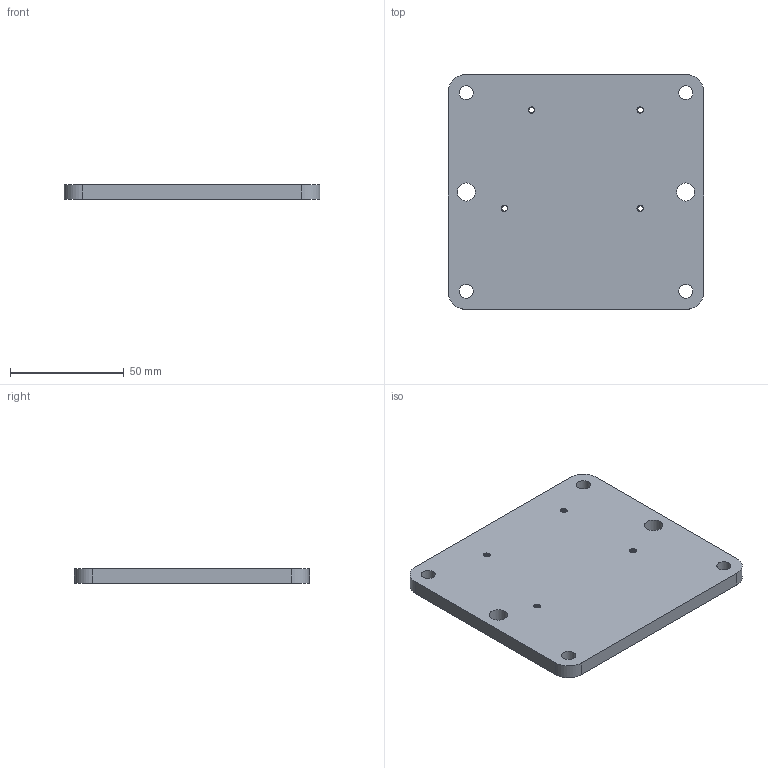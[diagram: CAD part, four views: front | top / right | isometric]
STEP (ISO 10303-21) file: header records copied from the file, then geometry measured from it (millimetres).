
FILE_DESCRIPTION(/* description */ (''),/* implementation_level */ '2;1');
FILE_NAME(/* name */ 'Baseplate.step',/* time_stamp */ '2023-09-04T22:59:37-04:00',/* author */ (''),/* organization */ (''),/* preprocessor_version */ 'ST-DEVELOPER v20',/* originating_system */ 'Autodesk Translation Framework v12.9.0.99',/* authorisation */ '');
FILE_SCHEMA (('AUTOMOTIVE_DESIGN { 1 0 10303 214 3 1 1 }'));
Length unit declared in the file: millimetre
Products named in the file (2): DingoPDM_V7_Case; Baseplate
Assembly tree (1 placements, depth 2):
  DingoPDM_V7_Case
    Baseplate
Bounding box: 112.39 x 103.25 x 6.35 mm (x, y, z)
Volume: 71780.9 mm3; surface area: 26437.7 mm2
Topology: 1 solids, 1 shells, 136 faces, 402 edges, 268 vertices
Faces by surface type: cylinder 122, bspline 8, plane 6
Full cylindrical faces by diameter (mm): 2.529 x28, 3.086 x12, 6.2 x4, 8 x2
Entity records: 11247 total; most frequent: CARTESIAN_POINT 7958, ORIENTED_EDGE 804, DIRECTION 470, EDGE_CURVE 402, VERTEX_POINT 268, B_SPLINE_CURVE_WITH_KNOTS 236, AXIS2_PLACEMENT_3D 172, EDGE_LOOP 156
